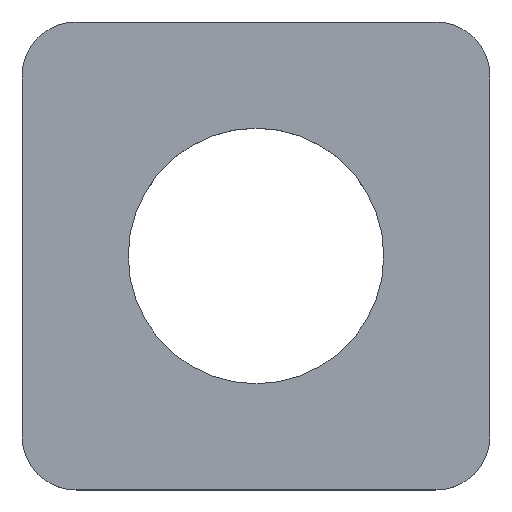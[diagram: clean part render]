
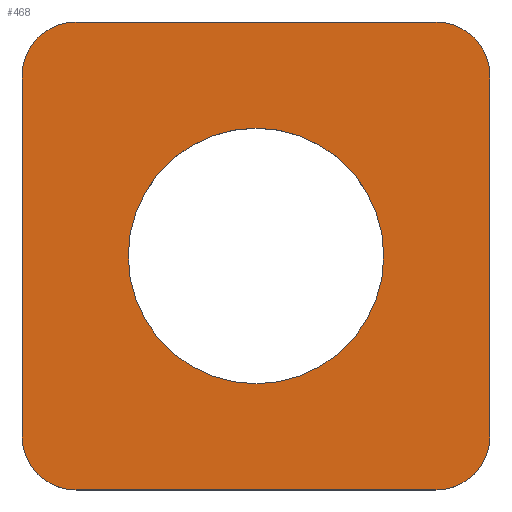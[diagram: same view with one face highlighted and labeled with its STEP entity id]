
A CAD part, top view. The second image highlights one B-rep face of the part: STEP entity #468.
In plain terms, the highlighted planar face has unit normal (0, 0, 1).
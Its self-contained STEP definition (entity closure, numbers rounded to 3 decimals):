
#32 = PLANE('',#33);
#33 = AXIS2_PLACEMENT_3D('',#34,#35,#36);
#34 = CARTESIAN_POINT('',(-13.,-13.,0.));
#35 = DIRECTION('',(0.,1.,0.));
#36 = DIRECTION('',(1.,0.,0.));
#57 = VERTEX_POINT('',#58);
#58 = CARTESIAN_POINT('',(-10.,-13.,2.));
#72 = CYLINDRICAL_SURFACE('',#73,3.);
#73 = AXIS2_PLACEMENT_3D('',#74,#75,#76);
#74 = CARTESIAN_POINT('',(-10.,-10.,0.));
#75 = DIRECTION('',(0.,0.,1.));
#76 = DIRECTION('',(0.,-1.,0.));
#84 = EDGE_CURVE('',#57,#85,#87,.T.);
#85 = VERTEX_POINT('',#86);
#86 = CARTESIAN_POINT('',(10.,-13.,2.));
#87 = SURFACE_CURVE('',#88,(#92,#99),.PCURVE_S1.);
#88 = LINE('',#89,#90);
#89 = CARTESIAN_POINT('',(-13.,-13.,2.));
#90 = VECTOR('',#91,1.);
#91 = DIRECTION('',(1.,0.,0.));
#92 = PCURVE('',#32,#93);
#93 = DEFINITIONAL_REPRESENTATION('',(#94),#98);
#94 = LINE('',#95,#96);
#95 = CARTESIAN_POINT('',(0.,-2.));
#96 = VECTOR('',#97,1.);
#97 = DIRECTION('',(1.,0.));
#98 = ( GEOMETRIC_REPRESENTATION_CONTEXT(2) 
PARAMETRIC_REPRESENTATION_CONTEXT() REPRESENTATION_CONTEXT('2D SPACE',''
  ) );
#99 = PCURVE('',#100,#105);
#100 = PLANE('',#101);
#101 = AXIS2_PLACEMENT_3D('',#102,#103,#104);
#102 = CARTESIAN_POINT('',(0.,0.,2.));
#103 = DIRECTION('',(0.,0.,1.));
#104 = DIRECTION('',(1.,0.,0.));
#105 = DEFINITIONAL_REPRESENTATION('',(#106),#110);
#106 = LINE('',#107,#108);
#107 = CARTESIAN_POINT('',(-13.,-13.));
#108 = VECTOR('',#109,1.);
#109 = DIRECTION('',(1.,0.));
#110 = ( GEOMETRIC_REPRESENTATION_CONTEXT(2) 
PARAMETRIC_REPRESENTATION_CONTEXT() REPRESENTATION_CONTEXT('2D SPACE',''
  ) );
#126 = CYLINDRICAL_SURFACE('',#127,3.);
#127 = AXIS2_PLACEMENT_3D('',#128,#129,#130);
#128 = CARTESIAN_POINT('',(10.,-10.,0.));
#129 = DIRECTION('',(0.,0.,1.));
#130 = DIRECTION('',(0.,-1.,0.));
#182 = PLANE('',#183);
#183 = AXIS2_PLACEMENT_3D('',#184,#185,#186);
#184 = CARTESIAN_POINT('',(13.,-13.,0.));
#185 = DIRECTION('',(-1.,0.,0.));
#186 = DIRECTION('',(0.,1.,0.));
#211 = CYLINDRICAL_SURFACE('',#212,3.);
#212 = AXIS2_PLACEMENT_3D('',#213,#214,#215);
#213 = CARTESIAN_POINT('',(10.,10.,0.));
#214 = DIRECTION('',(0.,0.,1.));
#215 = DIRECTION('',(1.,0.,0.));
#239 = PLANE('',#240);
#240 = AXIS2_PLACEMENT_3D('',#241,#242,#243);
#241 = CARTESIAN_POINT('',(13.,13.,0.));
#242 = DIRECTION('',(0.,-1.,0.));
#243 = DIRECTION('',(-1.,0.,0.));
#268 = CYLINDRICAL_SURFACE('',#269,3.);
#269 = AXIS2_PLACEMENT_3D('',#270,#271,#272);
#270 = CARTESIAN_POINT('',(-10.,10.,0.));
#271 = DIRECTION('',(0.,0.,1.));
#272 = DIRECTION('',(0.,1.,0.));
#296 = PLANE('',#297);
#297 = AXIS2_PLACEMENT_3D('',#298,#299,#300);
#298 = CARTESIAN_POINT('',(-13.,13.,0.));
#299 = DIRECTION('',(1.,0.,0.));
#300 = DIRECTION('',(0.,-1.,0.));
#353 = CYLINDRICAL_SURFACE('',#354,7.1);
#354 = AXIS2_PLACEMENT_3D('',#355,#356,#357);
#355 = CARTESIAN_POINT('',(0.,0.,0.));
#356 = DIRECTION('',(-0.,-0.,-1.));
#357 = DIRECTION('',(1.,0.,0.));
#370 = VERTEX_POINT('',#371);
#371 = CARTESIAN_POINT('',(-13.,-10.,2.));
#392 = EDGE_CURVE('',#57,#370,#393,.T.);
#393 = SURFACE_CURVE('',#394,(#399,#406),.PCURVE_S1.);
#394 = CIRCLE('',#395,3.);
#395 = AXIS2_PLACEMENT_3D('',#396,#397,#398);
#396 = CARTESIAN_POINT('',(-10.,-10.,2.));
#397 = DIRECTION('',(-0.,-0.,-1.));
#398 = DIRECTION('',(0.,-1.,0.));
#399 = PCURVE('',#72,#400);
#400 = DEFINITIONAL_REPRESENTATION('',(#401),#405);
#401 = LINE('',#402,#403);
#402 = CARTESIAN_POINT('',(-0.,2.));
#403 = VECTOR('',#404,1.);
#404 = DIRECTION('',(-1.,0.));
#405 = ( GEOMETRIC_REPRESENTATION_CONTEXT(2) 
PARAMETRIC_REPRESENTATION_CONTEXT() REPRESENTATION_CONTEXT('2D SPACE',''
  ) );
#406 = PCURVE('',#100,#407);
#407 = DEFINITIONAL_REPRESENTATION('',(#408),#416);
#408 = ( BOUNDED_CURVE() B_SPLINE_CURVE(2,(#409,#410,#411,#412,#413,#414
,#415),.UNSPECIFIED.,.T.,.F.) B_SPLINE_CURVE_WITH_KNOTS((1,2,2,2,2,1),(
    -2.094,0.,2.094,4.189,6.283,
8.378),.UNSPECIFIED.) CURVE() GEOMETRIC_REPRESENTATION_ITEM() 
RATIONAL_B_SPLINE_CURVE((1.,0.5,1.,0.5,1.,0.5,1.)) REPRESENTATION_ITEM(
  '') );
#409 = CARTESIAN_POINT('',(-10.,-13.));
#410 = CARTESIAN_POINT('',(-15.196,-13.));
#411 = CARTESIAN_POINT('',(-12.598,-8.5));
#412 = CARTESIAN_POINT('',(-10.,-4.));
#413 = CARTESIAN_POINT('',(-7.402,-8.5));
#414 = CARTESIAN_POINT('',(-4.804,-13.));
#415 = CARTESIAN_POINT('',(-10.,-13.));
#416 = ( GEOMETRIC_REPRESENTATION_CONTEXT(2) 
PARAMETRIC_REPRESENTATION_CONTEXT() REPRESENTATION_CONTEXT('2D SPACE',''
  ) );
#424 = VERTEX_POINT('',#425);
#425 = CARTESIAN_POINT('',(13.,-10.,2.));
#446 = EDGE_CURVE('',#85,#424,#447,.T.);
#447 = SURFACE_CURVE('',#448,(#453,#460),.PCURVE_S1.);
#448 = CIRCLE('',#449,3.);
#449 = AXIS2_PLACEMENT_3D('',#450,#451,#452);
#450 = CARTESIAN_POINT('',(10.,-10.,2.));
#451 = DIRECTION('',(-0.,0.,1.));
#452 = DIRECTION('',(0.,-1.,0.));
#453 = PCURVE('',#126,#454);
#454 = DEFINITIONAL_REPRESENTATION('',(#455),#459);
#455 = LINE('',#456,#457);
#456 = CARTESIAN_POINT('',(0.,2.));
#457 = VECTOR('',#458,1.);
#458 = DIRECTION('',(1.,0.));
#459 = ( GEOMETRIC_REPRESENTATION_CONTEXT(2) 
PARAMETRIC_REPRESENTATION_CONTEXT() REPRESENTATION_CONTEXT('2D SPACE',''
  ) );
#460 = PCURVE('',#100,#461);
#461 = DEFINITIONAL_REPRESENTATION('',(#462),#466);
#462 = CIRCLE('',#463,3.);
#463 = AXIS2_PLACEMENT_2D('',#464,#465);
#464 = CARTESIAN_POINT('',(10.,-10.));
#465 = DIRECTION('',(0.,-1.));
#466 = ( GEOMETRIC_REPRESENTATION_CONTEXT(2) 
PARAMETRIC_REPRESENTATION_CONTEXT() REPRESENTATION_CONTEXT('2D SPACE',''
  ) );
#468 = ADVANCED_FACE('',(#469,#589),#100,.T.);
#469 = FACE_BOUND('',#470,.T.);
#470 = EDGE_LOOP('',(#471,#472,#473,#496,#520,#543,#567,#588));
#471 = ORIENTED_EDGE('',*,*,#84,.T.);
#472 = ORIENTED_EDGE('',*,*,#446,.T.);
#473 = ORIENTED_EDGE('',*,*,#474,.T.);
#474 = EDGE_CURVE('',#424,#475,#477,.T.);
#475 = VERTEX_POINT('',#476);
#476 = CARTESIAN_POINT('',(13.,10.,2.));
#477 = SURFACE_CURVE('',#478,(#482,#489),.PCURVE_S1.);
#478 = LINE('',#479,#480);
#479 = CARTESIAN_POINT('',(13.,-13.,2.));
#480 = VECTOR('',#481,1.);
#481 = DIRECTION('',(0.,1.,0.));
#482 = PCURVE('',#100,#483);
#483 = DEFINITIONAL_REPRESENTATION('',(#484),#488);
#484 = LINE('',#485,#486);
#485 = CARTESIAN_POINT('',(13.,-13.));
#486 = VECTOR('',#487,1.);
#487 = DIRECTION('',(0.,1.));
#488 = ( GEOMETRIC_REPRESENTATION_CONTEXT(2) 
PARAMETRIC_REPRESENTATION_CONTEXT() REPRESENTATION_CONTEXT('2D SPACE',''
  ) );
#489 = PCURVE('',#182,#490);
#490 = DEFINITIONAL_REPRESENTATION('',(#491),#495);
#491 = LINE('',#492,#493);
#492 = CARTESIAN_POINT('',(0.,-2.));
#493 = VECTOR('',#494,1.);
#494 = DIRECTION('',(1.,0.));
#495 = ( GEOMETRIC_REPRESENTATION_CONTEXT(2) 
PARAMETRIC_REPRESENTATION_CONTEXT() REPRESENTATION_CONTEXT('2D SPACE',''
  ) );
#496 = ORIENTED_EDGE('',*,*,#497,.T.);
#497 = EDGE_CURVE('',#475,#498,#500,.T.);
#498 = VERTEX_POINT('',#499);
#499 = CARTESIAN_POINT('',(10.,13.,2.));
#500 = SURFACE_CURVE('',#501,(#506,#513),.PCURVE_S1.);
#501 = CIRCLE('',#502,3.);
#502 = AXIS2_PLACEMENT_3D('',#503,#504,#505);
#503 = CARTESIAN_POINT('',(10.,10.,2.));
#504 = DIRECTION('',(-0.,0.,1.));
#505 = DIRECTION('',(0.,-1.,0.));
#506 = PCURVE('',#100,#507);
#507 = DEFINITIONAL_REPRESENTATION('',(#508),#512);
#508 = CIRCLE('',#509,3.);
#509 = AXIS2_PLACEMENT_2D('',#510,#511);
#510 = CARTESIAN_POINT('',(10.,10.));
#511 = DIRECTION('',(0.,-1.));
#512 = ( GEOMETRIC_REPRESENTATION_CONTEXT(2) 
PARAMETRIC_REPRESENTATION_CONTEXT() REPRESENTATION_CONTEXT('2D SPACE',''
  ) );
#513 = PCURVE('',#211,#514);
#514 = DEFINITIONAL_REPRESENTATION('',(#515),#519);
#515 = LINE('',#516,#517);
#516 = CARTESIAN_POINT('',(-1.571,2.));
#517 = VECTOR('',#518,1.);
#518 = DIRECTION('',(1.,0.));
#519 = ( GEOMETRIC_REPRESENTATION_CONTEXT(2) 
PARAMETRIC_REPRESENTATION_CONTEXT() REPRESENTATION_CONTEXT('2D SPACE',''
  ) );
#520 = ORIENTED_EDGE('',*,*,#521,.T.);
#521 = EDGE_CURVE('',#498,#522,#524,.T.);
#522 = VERTEX_POINT('',#523);
#523 = CARTESIAN_POINT('',(-10.,13.,2.));
#524 = SURFACE_CURVE('',#525,(#529,#536),.PCURVE_S1.);
#525 = LINE('',#526,#527);
#526 = CARTESIAN_POINT('',(13.,13.,2.));
#527 = VECTOR('',#528,1.);
#528 = DIRECTION('',(-1.,0.,0.));
#529 = PCURVE('',#100,#530);
#530 = DEFINITIONAL_REPRESENTATION('',(#531),#535);
#531 = LINE('',#532,#533);
#532 = CARTESIAN_POINT('',(13.,13.));
#533 = VECTOR('',#534,1.);
#534 = DIRECTION('',(-1.,0.));
#535 = ( GEOMETRIC_REPRESENTATION_CONTEXT(2) 
PARAMETRIC_REPRESENTATION_CONTEXT() REPRESENTATION_CONTEXT('2D SPACE',''
  ) );
#536 = PCURVE('',#239,#537);
#537 = DEFINITIONAL_REPRESENTATION('',(#538),#542);
#538 = LINE('',#539,#540);
#539 = CARTESIAN_POINT('',(0.,-2.));
#540 = VECTOR('',#541,1.);
#541 = DIRECTION('',(1.,0.));
#542 = ( GEOMETRIC_REPRESENTATION_CONTEXT(2) 
PARAMETRIC_REPRESENTATION_CONTEXT() REPRESENTATION_CONTEXT('2D SPACE',''
  ) );
#543 = ORIENTED_EDGE('',*,*,#544,.T.);
#544 = EDGE_CURVE('',#522,#545,#547,.T.);
#545 = VERTEX_POINT('',#546);
#546 = CARTESIAN_POINT('',(-13.,10.,2.));
#547 = SURFACE_CURVE('',#548,(#553,#560),.PCURVE_S1.);
#548 = CIRCLE('',#549,3.);
#549 = AXIS2_PLACEMENT_3D('',#550,#551,#552);
#550 = CARTESIAN_POINT('',(-10.,10.,2.));
#551 = DIRECTION('',(-0.,0.,1.));
#552 = DIRECTION('',(0.,-1.,0.));
#553 = PCURVE('',#100,#554);
#554 = DEFINITIONAL_REPRESENTATION('',(#555),#559);
#555 = CIRCLE('',#556,3.);
#556 = AXIS2_PLACEMENT_2D('',#557,#558);
#557 = CARTESIAN_POINT('',(-10.,10.));
#558 = DIRECTION('',(0.,-1.));
#559 = ( GEOMETRIC_REPRESENTATION_CONTEXT(2) 
PARAMETRIC_REPRESENTATION_CONTEXT() REPRESENTATION_CONTEXT('2D SPACE',''
  ) );
#560 = PCURVE('',#268,#561);
#561 = DEFINITIONAL_REPRESENTATION('',(#562),#566);
#562 = LINE('',#563,#564);
#563 = CARTESIAN_POINT('',(-3.142,2.));
#564 = VECTOR('',#565,1.);
#565 = DIRECTION('',(1.,0.));
#566 = ( GEOMETRIC_REPRESENTATION_CONTEXT(2) 
PARAMETRIC_REPRESENTATION_CONTEXT() REPRESENTATION_CONTEXT('2D SPACE',''
  ) );
#567 = ORIENTED_EDGE('',*,*,#568,.T.);
#568 = EDGE_CURVE('',#545,#370,#569,.T.);
#569 = SURFACE_CURVE('',#570,(#574,#581),.PCURVE_S1.);
#570 = LINE('',#571,#572);
#571 = CARTESIAN_POINT('',(-13.,13.,2.));
#572 = VECTOR('',#573,1.);
#573 = DIRECTION('',(0.,-1.,0.));
#574 = PCURVE('',#100,#575);
#575 = DEFINITIONAL_REPRESENTATION('',(#576),#580);
#576 = LINE('',#577,#578);
#577 = CARTESIAN_POINT('',(-13.,13.));
#578 = VECTOR('',#579,1.);
#579 = DIRECTION('',(0.,-1.));
#580 = ( GEOMETRIC_REPRESENTATION_CONTEXT(2) 
PARAMETRIC_REPRESENTATION_CONTEXT() REPRESENTATION_CONTEXT('2D SPACE',''
  ) );
#581 = PCURVE('',#296,#582);
#582 = DEFINITIONAL_REPRESENTATION('',(#583),#587);
#583 = LINE('',#584,#585);
#584 = CARTESIAN_POINT('',(0.,-2.));
#585 = VECTOR('',#586,1.);
#586 = DIRECTION('',(1.,0.));
#587 = ( GEOMETRIC_REPRESENTATION_CONTEXT(2) 
PARAMETRIC_REPRESENTATION_CONTEXT() REPRESENTATION_CONTEXT('2D SPACE',''
  ) );
#588 = ORIENTED_EDGE('',*,*,#392,.F.);
#589 = FACE_BOUND('',#590,.F.);
#590 = EDGE_LOOP('',(#591));
#591 = ORIENTED_EDGE('',*,*,#592,.T.);
#592 = EDGE_CURVE('',#593,#593,#595,.T.);
#593 = VERTEX_POINT('',#594);
#594 = CARTESIAN_POINT('',(7.1,0.,2.));
#595 = SURFACE_CURVE('',#596,(#601,#608),.PCURVE_S1.);
#596 = CIRCLE('',#597,7.1);
#597 = AXIS2_PLACEMENT_3D('',#598,#599,#600);
#598 = CARTESIAN_POINT('',(0.,0.,2.));
#599 = DIRECTION('',(0.,0.,1.));
#600 = DIRECTION('',(1.,0.,0.));
#601 = PCURVE('',#100,#602);
#602 = DEFINITIONAL_REPRESENTATION('',(#603),#607);
#603 = CIRCLE('',#604,7.1);
#604 = AXIS2_PLACEMENT_2D('',#605,#606);
#605 = CARTESIAN_POINT('',(0.,0.));
#606 = DIRECTION('',(1.,0.));
#607 = ( GEOMETRIC_REPRESENTATION_CONTEXT(2) 
PARAMETRIC_REPRESENTATION_CONTEXT() REPRESENTATION_CONTEXT('2D SPACE',''
  ) );
#608 = PCURVE('',#353,#609);
#609 = DEFINITIONAL_REPRESENTATION('',(#610),#614);
#610 = LINE('',#611,#612);
#611 = CARTESIAN_POINT('',(-0.,-2.));
#612 = VECTOR('',#613,1.);
#613 = DIRECTION('',(-1.,0.));
#614 = ( GEOMETRIC_REPRESENTATION_CONTEXT(2) 
PARAMETRIC_REPRESENTATION_CONTEXT() REPRESENTATION_CONTEXT('2D SPACE',''
  ) );
